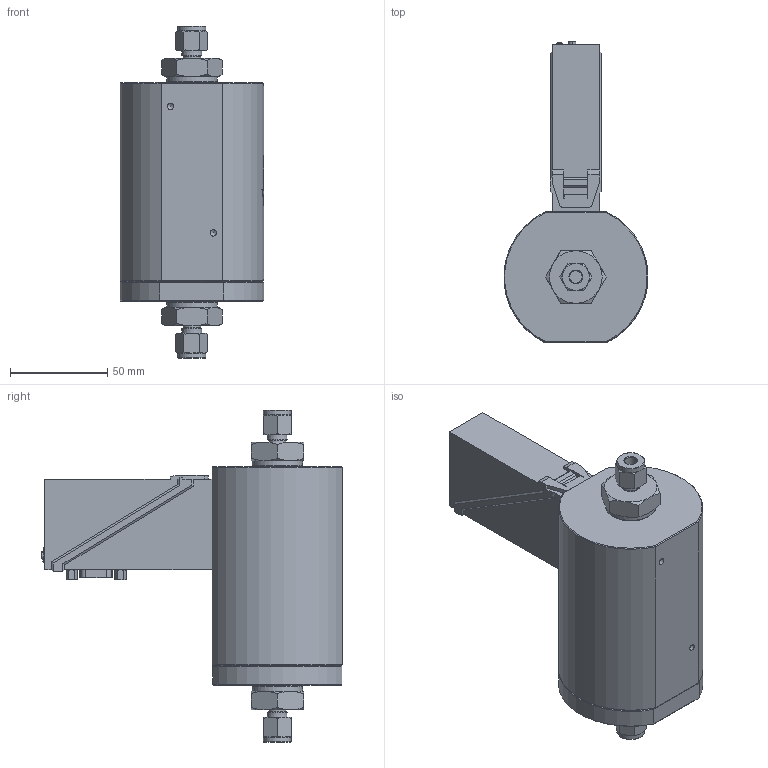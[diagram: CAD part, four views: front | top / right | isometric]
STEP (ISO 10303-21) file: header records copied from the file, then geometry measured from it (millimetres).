
FILE_DESCRIPTION(/* description */ (''),/* implementation_level */ '2;1');
FILE_NAME(/* name */ 'F-113AC-nnn-Ann-22-n.stp',/* time_stamp */ '2021-08-10T08:31:03+02:00',/* author */ ('M-Huiskes'),/* organization */ (''),/* preprocessor_version */ 'ST-DEVELOPER v18.1',/* originating_system */ 'Autodesk Inventor 2021',/* authorisation */ '');
FILE_SCHEMA (('AUTOMOTIVE_DESIGN { 1 0 10303 214 3 1 1 }'));
Length unit declared in the file: millimetre
Products named in the file (1): Part10
Bounding box: 73.87 x 154.56 x 170.4 mm (x, y, z)
Volume: 581207.4 mm3; surface area: 62419.9 mm2
Topology: 4 solids, 10 shells, 647 faces, 1565 edges, 987 vertices
Faces by surface type: plane 320, cylinder 125, cone 122, bspline 44, sphere 22, torus 14
Full cylindrical faces by diameter (mm): 2.459 x1, 3 x2, 3.242 x2, 5.328 x2, 6.35 x2, 8.997 x2, 10 x6, 11 x6, 14.287 x2, 25.908 x2
Entity records: 24667 total; most frequent: CARTESIAN_POINT 9860, ORIENTED_EDGE 3088, DIRECTION 2965, EDGE_CURVE 1544, AXIS2_PLACEMENT_3D 1077, VERTEX_POINT 987, LINE 811, VECTOR 811
